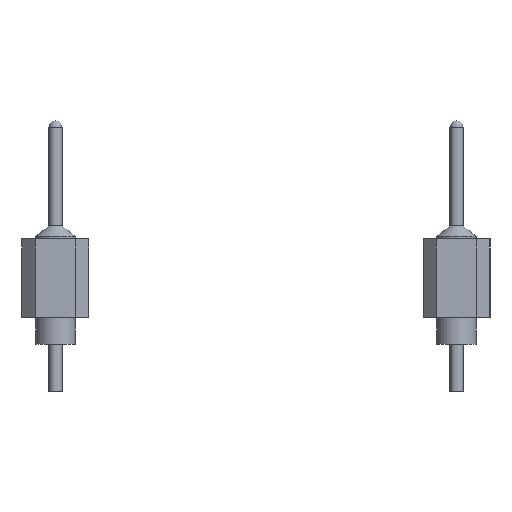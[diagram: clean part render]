
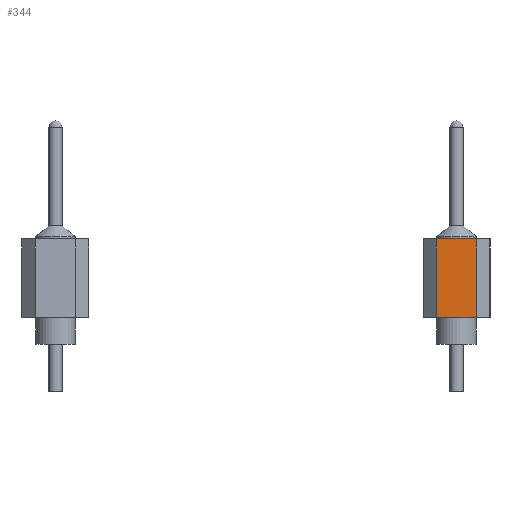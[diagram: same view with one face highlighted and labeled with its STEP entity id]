
A CAD part, left-side view. The second image highlights one B-rep face of the part: STEP entity #344.
In plain terms, the highlighted planar face has unit normal (-1, 0, 0).
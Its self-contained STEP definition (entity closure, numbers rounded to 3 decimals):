
#248 = EDGE_CURVE('',#249,#251,#253,.T.);
#249 = VERTEX_POINT('',#250);
#250 = CARTESIAN_POINT('',(-1.27,-0.77,1.));
#251 = VERTEX_POINT('',#252);
#252 = CARTESIAN_POINT('',(-1.27,0.77,1.));
#253 = LINE('',#254,#255);
#254 = CARTESIAN_POINT('',(-1.27,-1.27,1.));
#255 = VECTOR('',#256,1.);
#256 = DIRECTION('',(0.,1.,0.));
#344 = ADVANCED_FACE('',(#345),#370,.F.);
#345 = FACE_BOUND('',#346,.F.);
#346 = EDGE_LOOP('',(#347,#357,#363,#364));
#347 = ORIENTED_EDGE('',*,*,#348,.F.);
#348 = EDGE_CURVE('',#349,#351,#353,.T.);
#349 = VERTEX_POINT('',#350);
#350 = CARTESIAN_POINT('',(-1.27,-0.77,4.));
#351 = VERTEX_POINT('',#352);
#352 = CARTESIAN_POINT('',(-1.27,0.77,4.));
#353 = LINE('',#354,#355);
#354 = CARTESIAN_POINT('',(-1.27,-1.27,4.));
#355 = VECTOR('',#356,1.);
#356 = DIRECTION('',(0.,1.,0.));
#357 = ORIENTED_EDGE('',*,*,#358,.F.);
#358 = EDGE_CURVE('',#249,#349,#359,.T.);
#359 = LINE('',#360,#361);
#360 = CARTESIAN_POINT('',(-1.27,-0.77,1.));
#361 = VECTOR('',#362,1.);
#362 = DIRECTION('',(0.,0.,1.));
#363 = ORIENTED_EDGE('',*,*,#248,.T.);
#364 = ORIENTED_EDGE('',*,*,#365,.T.);
#365 = EDGE_CURVE('',#251,#351,#366,.T.);
#366 = LINE('',#367,#368);
#367 = CARTESIAN_POINT('',(-1.27,0.77,1.));
#368 = VECTOR('',#369,1.);
#369 = DIRECTION('',(0.,0.,1.));
#370 = PLANE('',#371);
#371 = AXIS2_PLACEMENT_3D('',#372,#373,#374);
#372 = CARTESIAN_POINT('',(-1.27,-1.27,1.));
#373 = DIRECTION('',(1.,0.,0.));
#374 = DIRECTION('',(0.,0.,1.));
